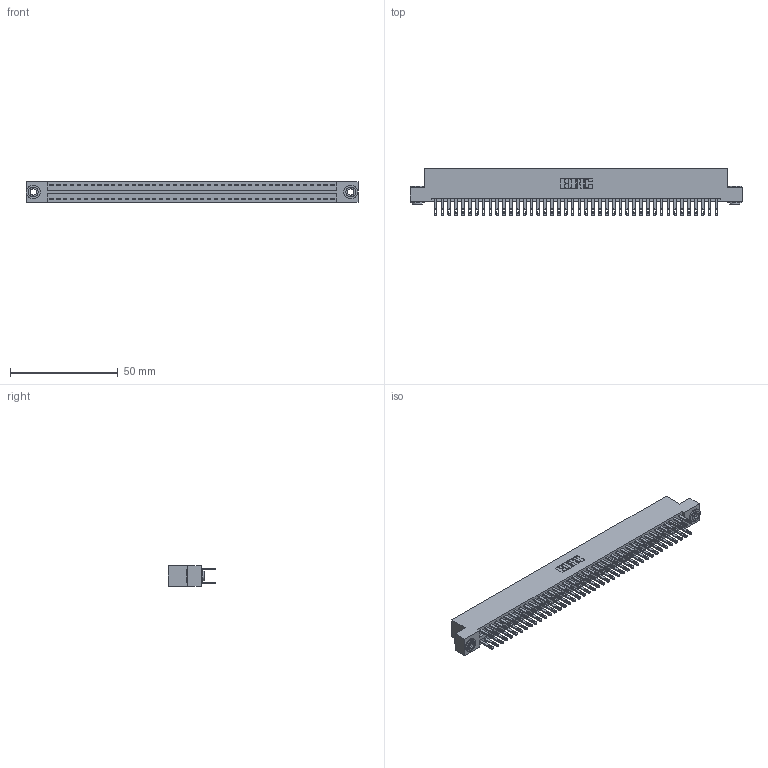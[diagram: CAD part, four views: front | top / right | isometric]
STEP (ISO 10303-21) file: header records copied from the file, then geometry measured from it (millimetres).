
FILE_DESCRIPTION (( 'STEP AP203' ), '1' );
FILE_NAME ('346-084-500-203.STEP', '2022-05-25T19:05:30', ( '' ), ( '' ), 'SwSTEP 2.0', 'SolidWorks 2020', '' );
FILE_SCHEMA (( 'CONFIG_CONTROL_DESIGN' ));
Length unit declared in the file: inch
Products named in the file (4): 345-250-002_345-250-002-102; 345-292-001_345-293-100; 346-084-500-203; 346 Part_Flush Mounting Lugs - 0.156 Dia-TH
Assembly tree (87 placements, depth 2):
  346-084-500-203
    346 Part_Flush Mounting Lugs - 0.156 Dia-TH
    345-292-001_345-293-100  x84
    345-250-002_345-250-002-102  x2
Bounding box: 153.92 x 21.84 x 9.4 mm (x, y, z)
Volume: 15267.5 mm3; surface area: 22114.1 mm2
Topology: 87 solids, 87 shells, 4206 faces, 12789 edges, 8522 vertices
Faces by surface type: plane 2536, cylinder 1662, cone 8
Entity records: 28406 total; most frequent: CARTESIAN_POINT 4661, ORIENTED_EDGE 4586, DIRECTION 4191, EDGE_CURVE 2293, LINE 1965, VECTOR 1965, VERTEX_POINT 1526, AXIS2_PLACEMENT_3D 1113
